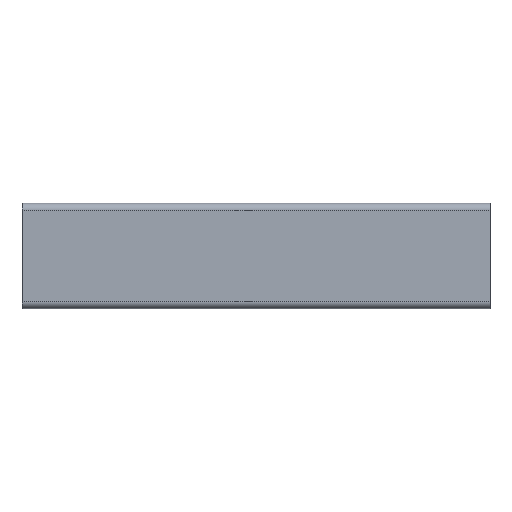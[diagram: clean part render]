
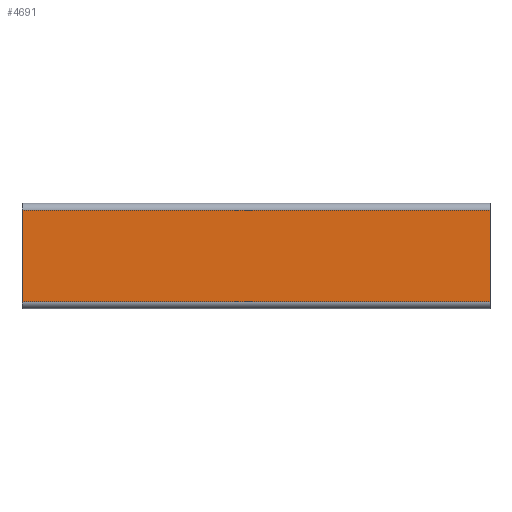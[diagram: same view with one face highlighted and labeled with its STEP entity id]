
A CAD part, left-side view. The second image highlights one B-rep face of the part: STEP entity #4691.
In plain terms, the highlighted planar face has unit normal (-1, 0, 0).
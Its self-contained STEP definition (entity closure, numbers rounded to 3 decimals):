
#651=FACE_OUTER_BOUND('',#889,.T.);
#889=EDGE_LOOP('',(#3783,#3784,#3785,#3786));
#1301=LINE('',#7927,#1729);
#1302=LINE('',#7931,#1730);
#1303=LINE('',#7933,#1731);
#1304=LINE('',#7934,#1732);
#1729=VECTOR('',#6501,200.);
#1730=VECTOR('',#6506,39.);
#1731=VECTOR('',#6507,200.);
#1732=VECTOR('',#6508,39.);
#2199=VERTEX_POINT('',#7924);
#2200=VERTEX_POINT('',#7926);
#2201=VERTEX_POINT('',#7930);
#2202=VERTEX_POINT('',#7932);
#2872=EDGE_CURVE('',#2199,#2200,#1301,.T.);
#2874=EDGE_CURVE('',#2199,#2201,#1302,.T.);
#2875=EDGE_CURVE('',#2201,#2202,#1303,.T.);
#2876=EDGE_CURVE('',#2200,#2202,#1304,.T.);
#3783=ORIENTED_EDGE('',*,*,#2874,.T.);
#3784=ORIENTED_EDGE('',*,*,#2875,.T.);
#3785=ORIENTED_EDGE('',*,*,#2876,.F.);
#3786=ORIENTED_EDGE('',*,*,#2872,.F.);
#4471=PLANE('',#5175);
#4691=ADVANCED_FACE('',(#651),#4471,.T.);
#5175=AXIS2_PLACEMENT_3D('',#7929,#6504,#6505);
#6501=DIRECTION('',(0.,-1.,0.));
#6504=DIRECTION('center_axis',(-1.,0.,0.));
#6505=DIRECTION('ref_axis',(0.,0.,1.));
#6506=DIRECTION('',(0.,0.,-1.));
#6507=DIRECTION('',(0.,-1.,0.));
#6508=DIRECTION('',(0.,0.,-1.));
#7924=CARTESIAN_POINT('',(-22.5,200.,19.5));
#7926=CARTESIAN_POINT('',(-22.5,0.,19.5));
#7927=CARTESIAN_POINT('',(-22.5,0.,19.5));
#7929=CARTESIAN_POINT('Origin',(-22.5,0.,-19.5));
#7930=CARTESIAN_POINT('',(-22.5,200.,-19.5));
#7931=CARTESIAN_POINT('',(-22.5,200.,-9.75));
#7932=CARTESIAN_POINT('',(-22.5,0.,-19.5));
#7933=CARTESIAN_POINT('',(-22.5,0.,-19.5));
#7934=CARTESIAN_POINT('',(-22.5,0.,-9.75));
